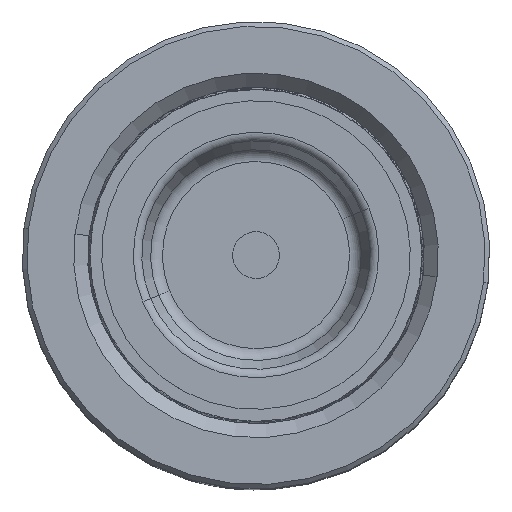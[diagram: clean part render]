
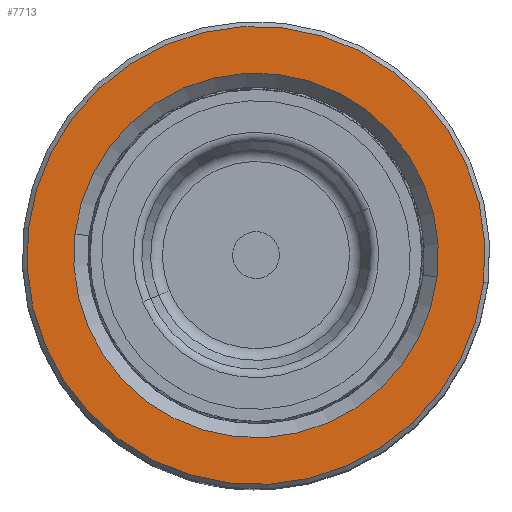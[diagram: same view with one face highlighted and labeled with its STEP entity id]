
A CAD part, top view. The second image highlights one B-rep face of the part: STEP entity #7713.
In plain terms, the highlighted planar face has unit normal (0, 0, 1).
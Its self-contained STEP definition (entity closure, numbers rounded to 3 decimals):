
#28 = DIRECTION ( 'NONE',  ( 0., 0., -1. ) ) ;
#152 = AXIS2_PLACEMENT_3D ( 'NONE', #50109, #41749, #12088 ) ;
#1662 = DIRECTION ( 'NONE',  ( 1., 0., 0. ) ) ;
#2097 = FACE_BOUND ( 'NONE', #22490, .T. ) ;
#2725 = AXIS2_PLACEMENT_3D ( 'NONE', #16680, #28, #29616 ) ;
#2937 = CIRCLE ( 'NONE', #2725, 19.5 ) ;
#5158 = CIRCLE ( 'NONE', #25971, 19.5 ) ;
#5509 = CARTESIAN_POINT ( 'NONE',  ( 0., 0., 60. ) ) ;
#5768 = CARTESIAN_POINT ( 'NONE',  ( 0., 0., 60. ) ) ;
#6271 = VERTEX_POINT ( 'NONE', #44692 ) ;
#7713 = ADVANCED_FACE ( 'NONE', ( #37990, #2097 ), #24145, .T. ) ;
#9665 = AXIS2_PLACEMENT_3D ( 'NONE', #5768, #9780, #47464 ) ;
#9780 = DIRECTION ( 'NONE',  ( 0., 0., 1. ) ) ;
#10632 = EDGE_CURVE ( 'NONE', #6271, #15846, #24621, .T. ) ;
#10796 = CARTESIAN_POINT ( 'NONE',  ( 24.5, 0., 60. ) ) ;
#12002 = CARTESIAN_POINT ( 'NONE',  ( 0., 0., 60. ) ) ;
#12088 = DIRECTION ( 'NONE',  ( 1., 0., 0. ) ) ;
#12516 = EDGE_CURVE ( 'NONE', #46964, #34298, #2937, .T. ) ;
#14770 = CIRCLE ( 'NONE', #30647, 24.5 ) ;
#14841 = ORIENTED_EDGE ( 'NONE', *, *, #30465, .T. ) ;
#15846 = VERTEX_POINT ( 'NONE', #10796 ) ;
#16680 = CARTESIAN_POINT ( 'NONE',  ( 0., 0., 60. ) ) ;
#18583 = ORIENTED_EDGE ( 'NONE', *, *, #12516, .T. ) ;
#22490 = EDGE_LOOP ( 'NONE', ( #44814, #18583 ) ) ;
#24145 = PLANE ( 'NONE',  #152 ) ;
#24621 = CIRCLE ( 'NONE', #9665, 24.5 ) ;
#25971 = AXIS2_PLACEMENT_3D ( 'NONE', #5509, #31228, #1662 ) ;
#26523 = ORIENTED_EDGE ( 'NONE', *, *, #10632, .T. ) ;
#27577 = CARTESIAN_POINT ( 'NONE',  ( -19.5, 0., 60. ) ) ;
#29616 = DIRECTION ( 'NONE',  ( 1., 0., 0. ) ) ;
#29789 = CARTESIAN_POINT ( 'NONE',  ( 19.5, 0., 60. ) ) ;
#30465 = EDGE_CURVE ( 'NONE', #15846, #6271, #14770, .T. ) ;
#30647 = AXIS2_PLACEMENT_3D ( 'NONE', #12002, #50023, #33529 ) ;
#31228 = DIRECTION ( 'NONE',  ( 0., 0., -1. ) ) ;
#32773 = EDGE_LOOP ( 'NONE', ( #26523, #14841 ) ) ;
#33529 = DIRECTION ( 'NONE',  ( 1., 0., 0. ) ) ;
#34298 = VERTEX_POINT ( 'NONE', #29789 ) ;
#37990 = FACE_OUTER_BOUND ( 'NONE', #32773, .T. ) ;
#41749 = DIRECTION ( 'NONE',  ( 0., 0., 1. ) ) ;
#44692 = CARTESIAN_POINT ( 'NONE',  ( -24.5, 0., 60. ) ) ;
#44721 = EDGE_CURVE ( 'NONE', #34298, #46964, #5158, .T. ) ;
#44814 = ORIENTED_EDGE ( 'NONE', *, *, #44721, .T. ) ;
#46964 = VERTEX_POINT ( 'NONE', #27577 ) ;
#47464 = DIRECTION ( 'NONE',  ( 1., 0., 0. ) ) ;
#50023 = DIRECTION ( 'NONE',  ( 0., 0., 1. ) ) ;
#50109 = CARTESIAN_POINT ( 'NONE',  ( 0., 0., 60. ) ) ;
